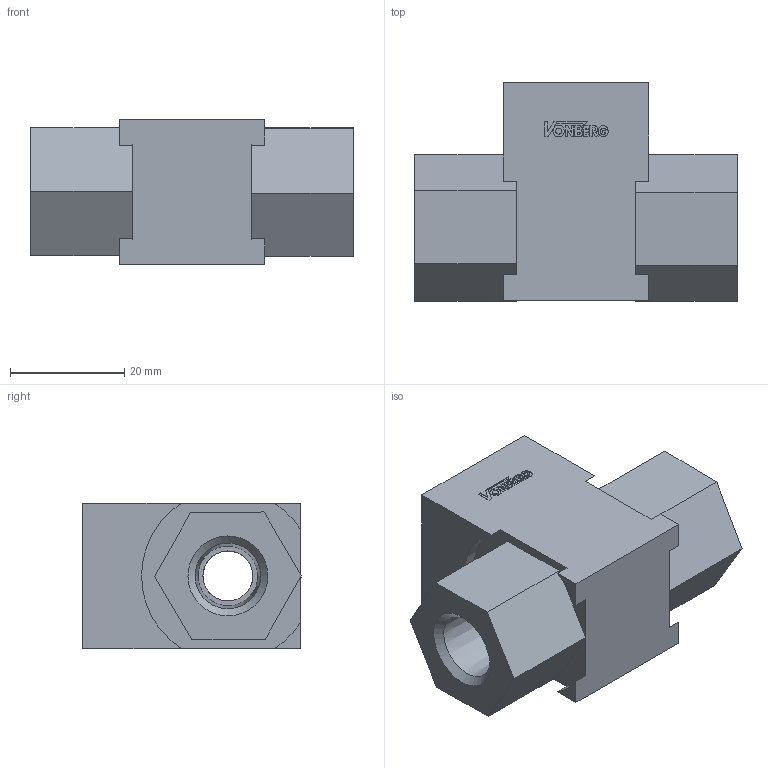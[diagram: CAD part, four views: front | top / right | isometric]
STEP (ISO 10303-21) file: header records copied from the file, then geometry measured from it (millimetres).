
FILE_DESCRIPTION((''),'2;1');
FILE_NAME('60125-2.stp','2015-01-05T16:31:11',('jml'),(''),'Autodesk Inventor 2010','Autodesk Inventor 2010','');
FILE_SCHEMA(('AUTOMOTIVE_DESIGN { 1 0 10303 214 1 1 1 1 }'));
Length unit declared in the file: inch
Products named in the file (4): 60125-2; 300111-2; 220685; 908 O-RING
Assembly tree (5 placements, depth 2):
  60125-2
    300111-2
    220685  x2
    908 O-RING  x2
Bounding box: 56.39 x 38.24 x 25.4 mm (x, y, z)
Volume: 30773.3 mm3; surface area: 13930.2 mm2
Topology: 5 solids, 5 shells, 163 faces, 398 edges, 261 vertices
Faces by surface type: plane 112, cylinder 30, cone 17, torus 4
Full cylindrical faces by diameter (mm): 1.044 x1, 8.738 x2, 10.719 x1, 16.815 x2, 17.323 x2, 19.05 x2
Entity records: 4447 total; most frequent: CARTESIAN_POINT 792, DIRECTION 710, ORIENTED_EDGE 672, EDGE_CURVE 336, VECTOR 258, LINE 258, VERTEX_POINT 232, AXIS2_PLACEMENT_3D 226
